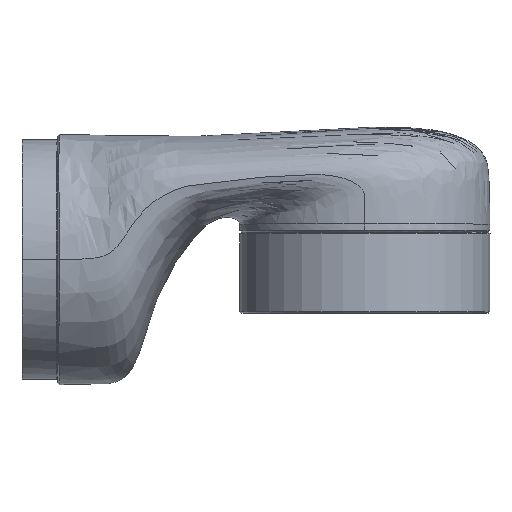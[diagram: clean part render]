
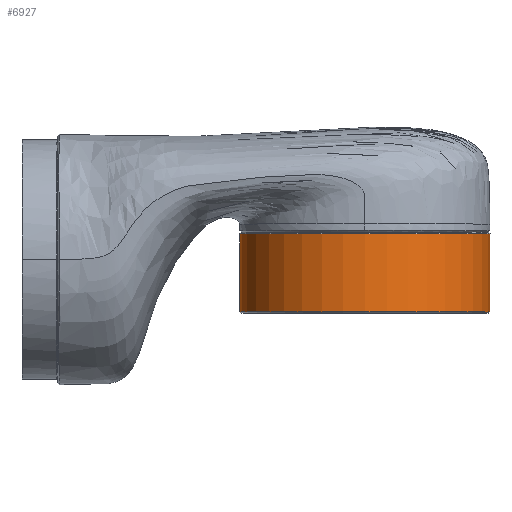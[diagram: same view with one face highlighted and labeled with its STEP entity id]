
A CAD part, top view. The second image highlights one B-rep face of the part: STEP entity #6927.
In plain terms, the highlighted cylindrical face has radius 46 mm (diameter 92 mm), a partial arc.
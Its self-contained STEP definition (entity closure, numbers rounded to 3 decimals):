
#1471 = LINE ( 'NONE', #10057, #1789 ) ;
#1522 = CARTESIAN_POINT ( 'NONE',  ( 172., -19.8, 0. ) ) ;
#1700 = DIRECTION ( 'NONE',  ( 0., -1., 0. ) ) ;
#1789 = VECTOR ( 'NONE', #5849, 1000. ) ;
#2176 = DIRECTION ( 'NONE',  ( 0., 1., 0. ) ) ;
#2591 = CYLINDRICAL_SURFACE ( 'NONE', #9525, 46. ) ;
#2637 = VERTEX_POINT ( 'NONE', #7089 ) ;
#2858 = CIRCLE ( 'NONE', #4297, 46. ) ;
#3019 = EDGE_CURVE ( 'NONE', #6405, #10428, #7692, .T. ) ;
#3208 = ORIENTED_EDGE ( 'NONE', *, *, #3019, .T. ) ;
#3341 = ORIENTED_EDGE ( 'NONE', *, *, #10354, .T. ) ;
#3849 = EDGE_CURVE ( 'NONE', #7189, #6405, #7012, .T. ) ;
#4143 = VECTOR ( 'NONE', #9322, 1000. ) ;
#4279 = DIRECTION ( 'NONE',  ( 0., 1., 0. ) ) ;
#4297 = AXIS2_PLACEMENT_3D ( 'NONE', #9384, #1700, #5792 ) ;
#5040 = AXIS2_PLACEMENT_3D ( 'NONE', #9854, #2176, #10530 ) ;
#5286 = CARTESIAN_POINT ( 'NONE',  ( 126., -19.8, 0. ) ) ;
#5455 = ORIENTED_EDGE ( 'NONE', *, *, #3849, .T. ) ;
#5602 = CARTESIAN_POINT ( 'NONE',  ( 172., -19.2, 0. ) ) ;
#5792 = DIRECTION ( 'NONE',  ( 0., 0., -1. ) ) ;
#5849 = DIRECTION ( 'NONE',  ( 0., 1., 0. ) ) ;
#6405 = VERTEX_POINT ( 'NONE', #5602 ) ;
#6927 = ADVANCED_FACE ( 'NONE', ( #7419 ), #2591, .T. ) ;
#6968 = DIRECTION ( 'NONE',  ( 1., 0., 0. ) ) ;
#7012 = CIRCLE ( 'NONE', #5040, 46. ) ;
#7089 = CARTESIAN_POINT ( 'NONE',  ( 80., 9.4, 0. ) ) ;
#7189 = VERTEX_POINT ( 'NONE', #9716 ) ;
#7419 = FACE_OUTER_BOUND ( 'NONE', #8249, .T. ) ;
#7692 = LINE ( 'NONE', #1522, #4143 ) ;
#7718 = ORIENTED_EDGE ( 'NONE', *, *, #10268, .F. ) ;
#8249 = EDGE_LOOP ( 'NONE', ( #7718, #5455, #3208, #3341 ) ) ;
#8513 = CARTESIAN_POINT ( 'NONE',  ( 172., 9.4, 0. ) ) ;
#9322 = DIRECTION ( 'NONE',  ( 0., 1., 0. ) ) ;
#9384 = CARTESIAN_POINT ( 'NONE',  ( 126., 9.4, 0. ) ) ;
#9525 = AXIS2_PLACEMENT_3D ( 'NONE', #5286, #4279, #6968 ) ;
#9716 = CARTESIAN_POINT ( 'NONE',  ( 80., -19.2, 0. ) ) ;
#9854 = CARTESIAN_POINT ( 'NONE',  ( 126., -19.2, 0. ) ) ;
#10057 = CARTESIAN_POINT ( 'NONE',  ( 80., -19.8, 0. ) ) ;
#10268 = EDGE_CURVE ( 'NONE', #7189, #2637, #1471, .T. ) ;
#10354 = EDGE_CURVE ( 'NONE', #10428, #2637, #2858, .T. ) ;
#10428 = VERTEX_POINT ( 'NONE', #8513 ) ;
#10530 = DIRECTION ( 'NONE',  ( 0., 0., -1. ) ) ;
